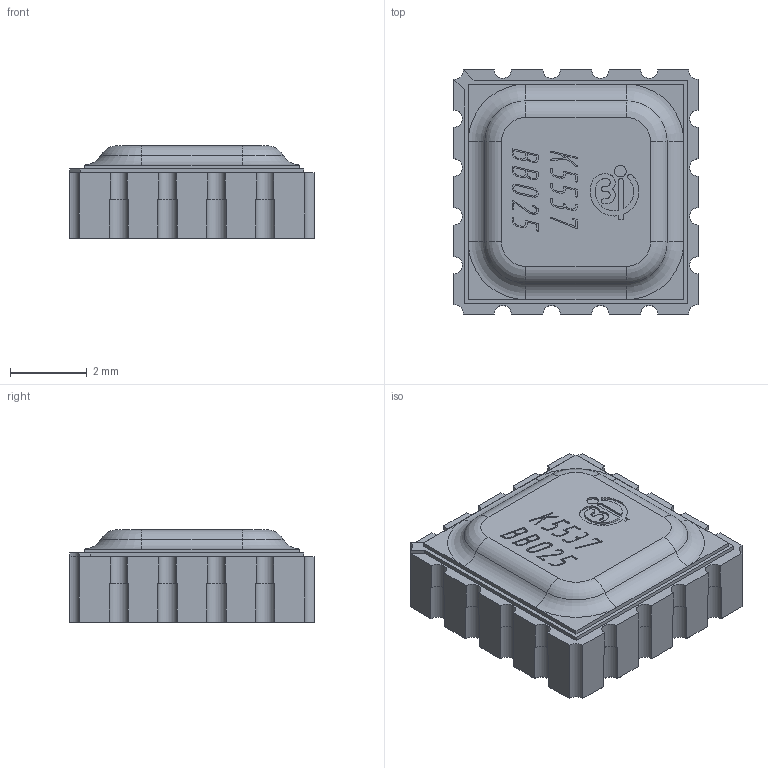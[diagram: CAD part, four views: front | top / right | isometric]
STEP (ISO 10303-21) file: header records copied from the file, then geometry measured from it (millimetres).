
FILE_DESCRIPTION(('STEP AP214'), '1');
FILE_NAME('K5537BB025', '', ('UNSPECIFIED'), ('UNSPECIFIED'), 'ASCON STEP Converter 1.6', 'ASCON Math Kernel', '');
FILE_SCHEMA(('AUTOMOTIVE_DESIGN { 1 0 10303 214 3 1 1}'));
Length unit declared in the file: millimetre
Bounding box: 6.35 x 6.35 x 2.4 mm (x, y, z)
Volume: 83 mm3; surface area: 286.4 mm2
Topology: 19 solids, 19 shells, 864 faces, 2411 edges, 1602 vertices
Faces by surface type: plane 746, cylinder 100, extrusion 10, torus 8
Full cylindrical faces by diameter (mm): 0.3 x1
Entity records: 34735 total; most frequent: CARTESIAN_POINT 5279, ORIENTED_EDGE 4820, DIRECTION 4322, EDGE_CURVE 2410, VECTOR 2188, LINE 2178, VERTEX_POINT 1602, AXIS2_PLACEMENT_3D 1067
